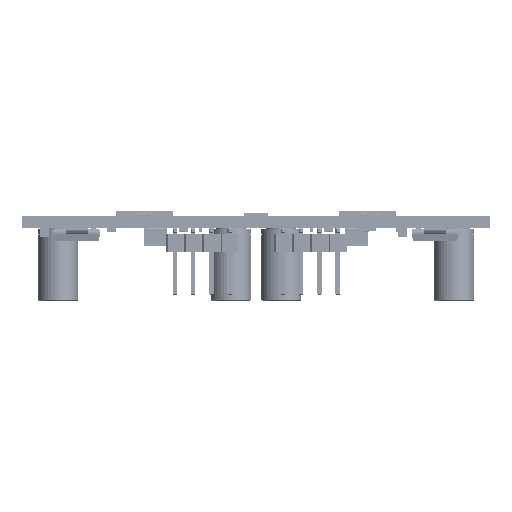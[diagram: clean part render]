
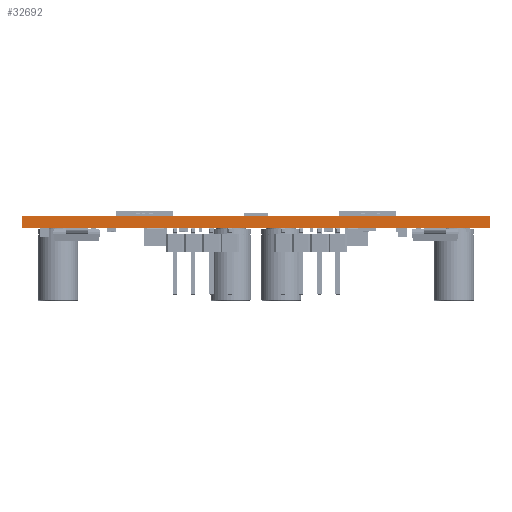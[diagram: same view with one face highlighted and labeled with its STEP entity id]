
A CAD part, left-side view. The second image highlights one B-rep face of the part: STEP entity #32692.
In plain terms, the highlighted planar face has unit normal (-1, 0, 0).
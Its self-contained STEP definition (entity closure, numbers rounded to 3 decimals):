
#32636 = VERTEX_POINT('',#32637);
#32637 = CARTESIAN_POINT('',(0.,0.,1.6));
#32643 = EDGE_CURVE('',#32644,#32636,#32646,.T.);
#32644 = VERTEX_POINT('',#32645);
#32645 = CARTESIAN_POINT('',(0.,-0.,0.));
#32646 = LINE('',#32647,#32648);
#32647 = CARTESIAN_POINT('',(0.,-0.,0.));
#32648 = VECTOR('',#32649,1.);
#32649 = DIRECTION('',(0.,0.,1.));
#32692 = ADVANCED_FACE('',(#32693),#32718,.T.);
#32693 = FACE_BOUND('',#32694,.T.);
#32694 = EDGE_LOOP('',(#32695,#32696,#32704,#32712));
#32695 = ORIENTED_EDGE('',*,*,#32643,.T.);
#32696 = ORIENTED_EDGE('',*,*,#32697,.T.);
#32697 = EDGE_CURVE('',#32636,#32698,#32700,.T.);
#32698 = VERTEX_POINT('',#32699);
#32699 = CARTESIAN_POINT('',(0.,65.,1.6));
#32700 = LINE('',#32701,#32702);
#32701 = CARTESIAN_POINT('',(0.,0.,1.6));
#32702 = VECTOR('',#32703,1.);
#32703 = DIRECTION('',(0.,1.,0.));
#32704 = ORIENTED_EDGE('',*,*,#32705,.F.);
#32705 = EDGE_CURVE('',#32706,#32698,#32708,.T.);
#32706 = VERTEX_POINT('',#32707);
#32707 = CARTESIAN_POINT('',(0.,65.,0.));
#32708 = LINE('',#32709,#32710);
#32709 = CARTESIAN_POINT('',(0.,65.,0.));
#32710 = VECTOR('',#32711,1.);
#32711 = DIRECTION('',(0.,0.,1.));
#32712 = ORIENTED_EDGE('',*,*,#32713,.F.);
#32713 = EDGE_CURVE('',#32644,#32706,#32714,.T.);
#32714 = LINE('',#32715,#32716);
#32715 = CARTESIAN_POINT('',(0.,-0.,0.));
#32716 = VECTOR('',#32717,1.);
#32717 = DIRECTION('',(0.,1.,0.));
#32718 = PLANE('',#32719);
#32719 = AXIS2_PLACEMENT_3D('',#32720,#32721,#32722);
#32720 = CARTESIAN_POINT('',(0.,0.,0.));
#32721 = DIRECTION('',(-1.,0.,0.));
#32722 = DIRECTION('',(0.,1.,0.));
